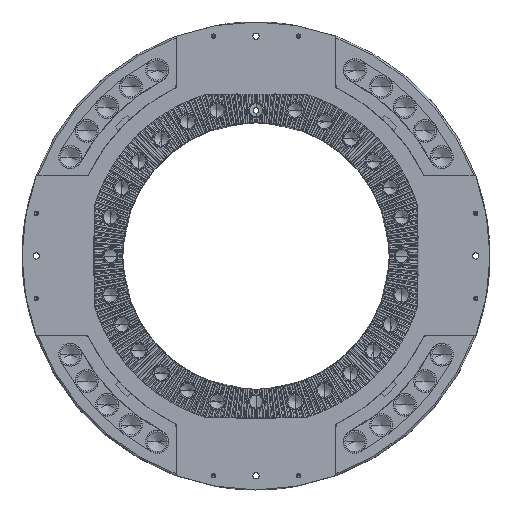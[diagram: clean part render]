
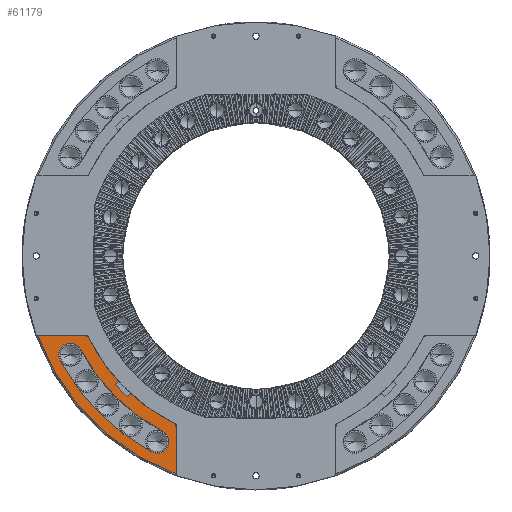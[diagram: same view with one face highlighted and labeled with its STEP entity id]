
A CAD part, top view. The second image highlights one B-rep face of the part: STEP entity #61179.
In plain terms, the highlighted planar face has unit normal (0, 0, 1).
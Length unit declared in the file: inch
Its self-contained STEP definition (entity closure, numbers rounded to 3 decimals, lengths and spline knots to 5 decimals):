
#174 = CARTESIAN_POINT ( 'NONE',  ( -5.45971, -2.90298, 2.65 ) ) ;
#218 = CARTESIAN_POINT ( 'NONE',  ( -5.75991, -3.0626, 2.65 ) ) ;
#623 = CARTESIAN_POINT ( 'NONE',  ( 0., 0., 2.65 ) ) ;
#2346 = CARTESIAN_POINT ( 'NONE',  ( -3.79074, -4.13686, 2.65 ) ) ;
#3015 = CARTESIAN_POINT ( 'NONE',  ( 0., 0., 2.65 ) ) ;
#3502 = AXIS2_PLACEMENT_3D ( 'NONE', #623, #39649, #6218 ) ;
#3886 = VERTEX_POINT ( 'NONE', #20430 ) ;
#5683 = ORIENTED_EDGE ( 'NONE', *, *, #7075, .F. ) ;
#5817 = DIRECTION ( 'NONE',  ( 1., 0., 0. ) ) ;
#6218 = DIRECTION ( 'NONE',  ( 1., 0., 0. ) ) ;
#6232 = VECTOR ( 'NONE', #38971, 39.37008 ) ;
#7074 = VERTEX_POINT ( 'NONE', #19652 ) ;
#7075 = EDGE_CURVE ( 'NONE', #12671, #18936, #22073, .T. ) ;
#7563 = PLANE ( 'NONE',  #36552 ) ;
#7726 = AXIS2_PLACEMENT_3D ( 'NONE', #46515, #13136, #52111 ) ;
#8639 = DIRECTION ( 'NONE',  ( 1., 0., 0. ) ) ;
#8684 = LINE ( 'NONE', #27753, #51399 ) ;
#9008 = EDGE_CURVE ( 'NONE', #62452, #44085, #51512, .T. ) ;
#9235 = AXIS2_PLACEMENT_3D ( 'NONE', #21680, #60713, #27310 ) ;
#10636 = VERTEX_POINT ( 'NONE', #20696 ) ;
#11167 = CARTESIAN_POINT ( 'NONE',  ( -4.03364, -3.69615, 2.65 ) ) ;
#11295 = CARTESIAN_POINT ( 'NONE',  ( -2.56298, -5.45971, 2.65 ) ) ;
#12460 = CARTESIAN_POINT ( 'NONE',  ( 0., 0., 2.65 ) ) ;
#12671 = VERTEX_POINT ( 'NONE', #61366 ) ;
#12789 = AXIS2_PLACEMENT_3D ( 'NONE', #3015, #42032, #8639 ) ;
#13136 = DIRECTION ( 'NONE',  ( 0., 0., 1. ) ) ;
#13189 = DIRECTION ( 'NONE',  ( 1., 0., 0. ) ) ;
#13255 = AXIS2_PLACEMENT_3D ( 'NONE', #50805, #17414, #56442 ) ;
#16526 = CARTESIAN_POINT ( 'NONE',  ( -5.39, -2.35, 2.65 ) ) ;
#17414 = DIRECTION ( 'NONE',  ( 0., 0., 1. ) ) ;
#17847 = VERTEX_POINT ( 'NONE', #32460 ) ;
#18068 = DIRECTION ( 'NONE',  ( 1., 0., 0. ) ) ;
#18143 = ORIENTED_EDGE ( 'NONE', *, *, #31088, .F. ) ;
#18378 = EDGE_CURVE ( 'NONE', #26714, #42060, #8684, .T. ) ;
#18442 = CARTESIAN_POINT ( 'NONE',  ( -5.01892, -2.475, 2.65 ) ) ;
#18724 = ORIENTED_EDGE ( 'NONE', *, *, #18378, .T. ) ;
#18936 = VERTEX_POINT ( 'NONE', #21778 ) ;
#19133 = AXIS2_PLACEMENT_3D ( 'NONE', #18442, #57471, #24057 ) ;
#19150 = AXIS2_PLACEMENT_3D ( 'NONE', #12460, #51445, #18068 ) ;
#19528 = DIRECTION ( 'NONE',  ( 0., 0., 1. ) ) ;
#19652 = CARTESIAN_POINT ( 'NONE',  ( -4.03364, -3.69615, 2.65 ) ) ;
#20430 = CARTESIAN_POINT ( 'NONE',  ( -5.01892, -2.35, 2.65 ) ) ;
#20696 = CARTESIAN_POINT ( 'NONE',  ( -4.90681, -2.41971, 2.65 ) ) ;
#20781 = CARTESIAN_POINT ( 'NONE',  ( -2.90298, -5.45971, 2.65 ) ) ;
#21135 = CARTESIAN_POINT ( 'NONE',  ( -6.40766, -2.35, 2.65 ) ) ;
#21569 = EDGE_CURVE ( 'NONE', #7074, #10636, #32751, .T. ) ;
#21680 = CARTESIAN_POINT ( 'NONE',  ( 0., 0., 2.65 ) ) ;
#21778 = CARTESIAN_POINT ( 'NONE',  ( -5.1595, -2.74336, 2.65 ) ) ;
#21891 = DIRECTION ( 'NONE',  ( -1., 0., 0. ) ) ;
#22039 = CIRCLE ( 'NONE', #35845, 5.471 ) ;
#22073 = CIRCLE ( 'NONE', #12789, 5.8435 ) ;
#22081 = FACE_OUTER_BOUND ( 'NONE', #56645, .T. ) ;
#22327 = CIRCLE ( 'NONE', #19150, 6.5235 ) ;
#22452 = ORIENTED_EDGE ( 'NONE', *, *, #65264, .F. ) ;
#22949 = CARTESIAN_POINT ( 'NONE',  ( -5.45971, -2.90298, 2.65 ) ) ;
#23117 = ORIENTED_EDGE ( 'NONE', *, *, #46612, .F. ) ;
#23875 = EDGE_LOOP ( 'NONE', ( #23117, #5683, #55542, #72222, #70890, #24509 ) ) ;
#24057 = DIRECTION ( 'NONE',  ( 1., 0., 0. ) ) ;
#24509 = ORIENTED_EDGE ( 'NONE', *, *, #55590, .F. ) ;
#25004 = CARTESIAN_POINT ( 'NONE',  ( -3.79074, -4.13686, 2.65 ) ) ;
#25854 = AXIS2_PLACEMENT_3D ( 'NONE', #20781, #59806, #26383 ) ;
#26383 = DIRECTION ( 'NONE',  ( 1., 0., 0. ) ) ;
#26588 = ORIENTED_EDGE ( 'NONE', *, *, #34279, .T. ) ;
#26714 = VERTEX_POINT ( 'NONE', #60622 ) ;
#27310 = DIRECTION ( 'NONE',  ( 1., 0., 0. ) ) ;
#27753 = CARTESIAN_POINT ( 'NONE',  ( -2.35, -5.39, 2.65 ) ) ;
#27876 = DIRECTION ( 'NONE',  ( 0., 0., -1. ) ) ;
#28596 = DIRECTION ( 'NONE',  ( 1., 0., 0. ) ) ;
#28780 = EDGE_CURVE ( 'NONE', #44085, #12671, #50290, .T. ) ;
#30429 = VERTEX_POINT ( 'NONE', #218 ) ;
#31088 = EDGE_CURVE ( 'NONE', #41874, #71088, #48398, .T. ) ;
#31339 = VERTEX_POINT ( 'NONE', #72247 ) ;
#32460 = CARTESIAN_POINT ( 'NONE',  ( -5.79971, -2.90298, 2.65 ) ) ;
#32751 = CIRCLE ( 'NONE', #9235, 5.471 ) ;
#32799 = EDGE_CURVE ( 'NONE', #36142, #71088, #22039, .T. ) ;
#33878 = VECTOR ( 'NONE', #21891, 39.37008 ) ;
#34185 = LINE ( 'NONE', #11167, #6232 ) ;
#34279 = EDGE_CURVE ( 'NONE', #54218, #26714, #35001, .T. ) ;
#35001 = CIRCLE ( 'NONE', #68642, 6.825 ) ;
#35372 = CARTESIAN_POINT ( 'NONE',  ( 0., 0., 2.65 ) ) ;
#35687 = CARTESIAN_POINT ( 'NONE',  ( -2.41971, -4.90681, 2.65 ) ) ;
#35751 = DIRECTION ( 'NONE',  ( 0.676, 0.737, 0. ) ) ;
#35845 = AXIS2_PLACEMENT_3D ( 'NONE', #61241, #27876, #66878 ) ;
#36142 = VERTEX_POINT ( 'NONE', #35687 ) ;
#36552 = AXIS2_PLACEMENT_3D ( 'NONE', #35372, #63141, #13189 ) ;
#37886 = CARTESIAN_POINT ( 'NONE',  ( -2.35, -5.01892, 2.65 ) ) ;
#38971 = DIRECTION ( 'NONE',  ( -0.737, -0.676, 0. ) ) ;
#39238 = DIRECTION ( 'NONE',  ( 0., 0., 1. ) ) ;
#39649 = DIRECTION ( 'NONE',  ( 0., 0., 1. ) ) ;
#40054 = CARTESIAN_POINT ( 'NONE',  ( -3.69615, -4.03364, 2.65 ) ) ;
#40190 = EDGE_CURVE ( 'NONE', #30429, #62452, #22327, .T. ) ;
#40633 = ORIENTED_EDGE ( 'NONE', *, *, #62479, .T. ) ;
#41874 = VERTEX_POINT ( 'NONE', #25004 ) ;
#41965 = ORIENTED_EDGE ( 'NONE', *, *, #32799, .T. ) ;
#42032 = DIRECTION ( 'NONE',  ( 0., 0., -1. ) ) ;
#42060 = VERTEX_POINT ( 'NONE', #37886 ) ;
#44085 = VERTEX_POINT ( 'NONE', #11295 ) ;
#44232 = ORIENTED_EDGE ( 'NONE', *, *, #63942, .F. ) ;
#46276 = AXIS2_PLACEMENT_3D ( 'NONE', #174, #39238, #5817 ) ;
#46515 = CARTESIAN_POINT ( 'NONE',  ( -2.90298, -5.45971, 2.65 ) ) ;
#46612 = EDGE_CURVE ( 'NONE', #18936, #17847, #51665, .T. ) ;
#47785 = AXIS2_PLACEMENT_3D ( 'NONE', #22949, #61963, #28596 ) ;
#48398 = LINE ( 'NONE', #2346, #51893 ) ;
#49126 = CIRCLE ( 'NONE', #3502, 5.611 ) ;
#50206 = CIRCLE ( 'NONE', #19133, 0.125 ) ;
#50290 = CIRCLE ( 'NONE', #25854, 0.34 ) ;
#50805 = CARTESIAN_POINT ( 'NONE',  ( -2.475, -5.01892, 2.65 ) ) ;
#51367 = EDGE_CURVE ( 'NONE', #3886, #54218, #68796, .T. ) ;
#51399 = VECTOR ( 'NONE', #66729, 39.37008 ) ;
#51445 = DIRECTION ( 'NONE',  ( 0., 0., 1. ) ) ;
#51512 = CIRCLE ( 'NONE', #7726, 0.34 ) ;
#51665 = CIRCLE ( 'NONE', #46276, 0.34 ) ;
#51893 = VECTOR ( 'NONE', #35751, 39.37008 ) ;
#52111 = DIRECTION ( 'NONE',  ( 1., 0., 0. ) ) ;
#52901 = CARTESIAN_POINT ( 'NONE',  ( 0., 0., 2.65 ) ) ;
#54218 = VERTEX_POINT ( 'NONE', #21135 ) ;
#55542 = ORIENTED_EDGE ( 'NONE', *, *, #28780, .F. ) ;
#55590 = EDGE_CURVE ( 'NONE', #17847, #30429, #58358, .T. ) ;
#56442 = DIRECTION ( 'NONE',  ( 1., 0., 0. ) ) ;
#56645 = EDGE_LOOP ( 'NONE', ( #41965, #18143, #44232, #22452, #62395, #66680, #69165, #26588, #18724, #40633 ) ) ;
#57471 = DIRECTION ( 'NONE',  ( 0., 0., 1. ) ) ;
#58358 = CIRCLE ( 'NONE', #47785, 0.34 ) ;
#58563 = DIRECTION ( 'NONE',  ( 1., 0., 0. ) ) ;
#59222 = EDGE_CURVE ( 'NONE', #10636, #3886, #50206, .T. ) ;
#59806 = DIRECTION ( 'NONE',  ( 0., 0., 1. ) ) ;
#60622 = CARTESIAN_POINT ( 'NONE',  ( -2.35, -6.40766, 2.65 ) ) ;
#60713 = DIRECTION ( 'NONE',  ( 0., 0., -1. ) ) ;
#61179 = ADVANCED_FACE ( 'NONE', ( #66580, #22081 ), #7563, .T. ) ;
#61241 = CARTESIAN_POINT ( 'NONE',  ( 0., 0., 2.65 ) ) ;
#61366 = CARTESIAN_POINT ( 'NONE',  ( -2.74336, -5.1595, 2.65 ) ) ;
#61963 = DIRECTION ( 'NONE',  ( 0., 0., 1. ) ) ;
#62395 = ORIENTED_EDGE ( 'NONE', *, *, #21569, .T. ) ;
#62452 = VERTEX_POINT ( 'NONE', #72255 ) ;
#62479 = EDGE_CURVE ( 'NONE', #42060, #36142, #71674, .T. ) ;
#63141 = DIRECTION ( 'NONE',  ( 0., 0., 1. ) ) ;
#63942 = EDGE_CURVE ( 'NONE', #31339, #41874, #49126, .T. ) ;
#65264 = EDGE_CURVE ( 'NONE', #7074, #31339, #34185, .T. ) ;
#66580 = FACE_BOUND ( 'NONE', #23875, .T. ) ;
#66680 = ORIENTED_EDGE ( 'NONE', *, *, #59222, .T. ) ;
#66729 = DIRECTION ( 'NONE',  ( 0., 1., 0. ) ) ;
#66878 = DIRECTION ( 'NONE',  ( 1., 0., 0. ) ) ;
#68642 = AXIS2_PLACEMENT_3D ( 'NONE', #52901, #19528, #58563 ) ;
#68796 = LINE ( 'NONE', #16526, #33878 ) ;
#69165 = ORIENTED_EDGE ( 'NONE', *, *, #51367, .T. ) ;
#70890 = ORIENTED_EDGE ( 'NONE', *, *, #40190, .F. ) ;
#71088 = VERTEX_POINT ( 'NONE', #40054 ) ;
#71674 = CIRCLE ( 'NONE', #13255, 0.125 ) ;
#72222 = ORIENTED_EDGE ( 'NONE', *, *, #9008, .F. ) ;
#72247 = CARTESIAN_POINT ( 'NONE',  ( -4.13686, -3.79074, 2.65 ) ) ;
#72255 = CARTESIAN_POINT ( 'NONE',  ( -3.0626, -5.75991, 2.65 ) ) ;
